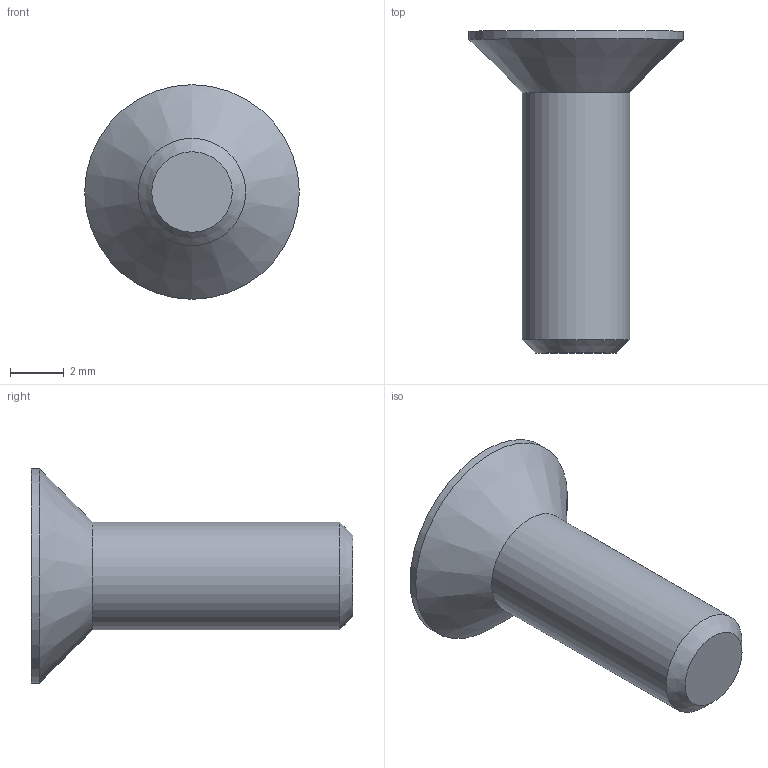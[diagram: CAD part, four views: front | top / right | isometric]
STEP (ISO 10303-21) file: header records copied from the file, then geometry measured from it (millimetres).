
FILE_DESCRIPTION (( 'STEP AP203' ), '1' );
FILE_NAME ('58313-240-12.STEP', '2021-12-13T08:20:59', ( '' ), ( '' ), 'SwSTEP 2.0', 'SolidWorks 2018', '' );
FILE_SCHEMA (( 'CONFIG_CONTROL_DESIGN' ));
Length unit declared in the file: millimetre
Products named in the file (2): 58313-240-12
Bounding box: 8 x 12 x 8 mm (x, y, z)
Volume: 183.7 mm3; surface area: 254.9 mm2
Topology: 1 solids, 21 shells, 293 faces, 726 edges, 483 vertices
Faces by surface type: bspline 122, plane 119, cone 50, cylinder 2
Full cylindrical faces by diameter (mm): 4 x1, 8 x1
Entity records: 14672 total; most frequent: CARTESIAN_POINT 8962, ORIENTED_EDGE 1444, EDGE_CURVE 722, DIRECTION 593, VERTEX_POINT 483, B_SPLINE_CURVE_WITH_KNOTS 440, EDGE_LOOP 305, VECTOR 277
